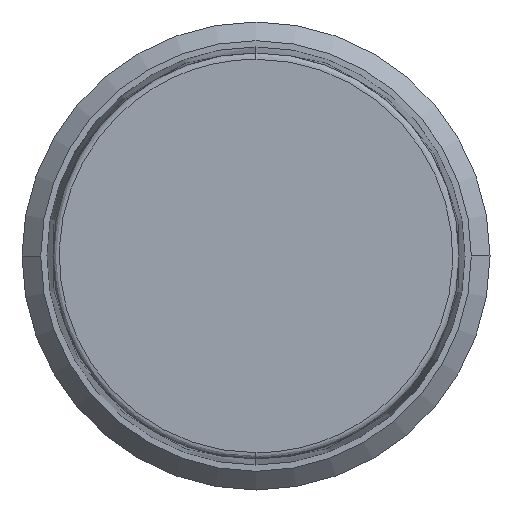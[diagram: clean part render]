
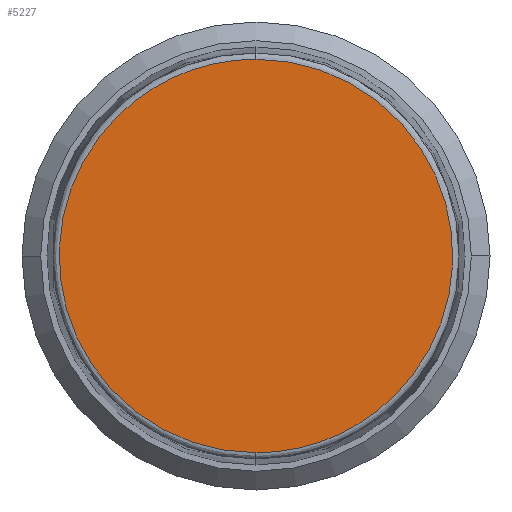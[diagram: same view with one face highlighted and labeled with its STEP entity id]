
A CAD part, left-side view. The second image highlights one B-rep face of the part: STEP entity #5227.
In plain terms, the highlighted planar face has unit normal (-1, 0, 0).
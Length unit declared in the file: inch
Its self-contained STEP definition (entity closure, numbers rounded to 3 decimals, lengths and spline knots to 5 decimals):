
#372 = ORIENTED_EDGE ( 'NONE', *, *, #577, .F. ) ;
#577 = EDGE_CURVE ( 'NONE', #2771, #5788, #4486, .T. ) ;
#625 = CARTESIAN_POINT ( 'NONE',  ( -0.47244, 0., -0.49658 ) ) ;
#807 = EDGE_LOOP ( 'NONE', ( #372, #5487 ) ) ;
#1215 = CARTESIAN_POINT ( 'NONE',  ( -0.47244, 0., -0.49658 ) ) ;
#1275 = CARTESIAN_POINT ( 'NONE',  ( -0.47244, 0., 0.49658 ) ) ;
#1457 =( BOUNDED_CURVE ( )  B_SPLINE_CURVE ( 3, ( #1215, #3164, #2200, #1275 ),
 .UNSPECIFIED., .F., .T. ) 
 B_SPLINE_CURVE_WITH_KNOTS ( ( 4, 4 ),
 ( 0.5, 1. ),
 .UNSPECIFIED. ) 
 CURVE ( )  GEOMETRIC_REPRESENTATION_ITEM ( )  RATIONAL_B_SPLINE_CURVE ( ( 1., 0.333, 0.333, 1. ) ) 
 REPRESENTATION_ITEM ( '' )  );
#1467 = CARTESIAN_POINT ( 'NONE',  ( -0.47244, 0., -0.49658 ) ) ;
#1592 = CARTESIAN_POINT ( 'NONE',  ( -0.47244, 0., 0.49658 ) ) ;
#1817 = EDGE_CURVE ( 'NONE', #5788, #2771, #1457, .T. ) ;
#2059 = AXIS2_PLACEMENT_3D ( 'NONE', #5092, #3073, #6033 ) ;
#2073 = CARTESIAN_POINT ( 'NONE',  ( -0.47244, -0.99316, 0.49658 ) ) ;
#2200 = CARTESIAN_POINT ( 'NONE',  ( -0.47244, 0.99316, 0.49658 ) ) ;
#2771 = VERTEX_POINT ( 'NONE', #3685 ) ;
#2795 = FACE_OUTER_BOUND ( 'NONE', #807, .T. ) ;
#3073 = DIRECTION ( 'NONE',  ( -1., 0., 0. ) ) ;
#3164 = CARTESIAN_POINT ( 'NONE',  ( -0.47244, 0.99316, -0.49658 ) ) ;
#3543 = CARTESIAN_POINT ( 'NONE',  ( -0.47244, -0.99316, -0.49658 ) ) ;
#3685 = CARTESIAN_POINT ( 'NONE',  ( -0.47244, 0., 0.49658 ) ) ;
#4486 =( BOUNDED_CURVE ( )  B_SPLINE_CURVE ( 3, ( #1592, #2073, #3543, #625 ),
 .UNSPECIFIED., .F., .T. ) 
 B_SPLINE_CURVE_WITH_KNOTS ( ( 4, 4 ),
 ( 0., 0.5 ),
 .UNSPECIFIED. ) 
 CURVE ( )  GEOMETRIC_REPRESENTATION_ITEM ( )  RATIONAL_B_SPLINE_CURVE ( ( 1., 0.333, 0.333, 1. ) ) 
 REPRESENTATION_ITEM ( '' )  );
#5092 = CARTESIAN_POINT ( 'NONE',  ( -0.47244, 0., 0. ) ) ;
#5227 = ADVANCED_FACE ( 'NONE', ( #2795 ), #5528, .T. ) ;
#5487 = ORIENTED_EDGE ( 'NONE', *, *, #1817, .F. ) ;
#5528 = PLANE ( 'NONE',  #2059 ) ;
#5788 = VERTEX_POINT ( 'NONE', #1467 ) ;
#6033 = DIRECTION ( 'NONE',  ( 0., 0., 1. ) ) ;
